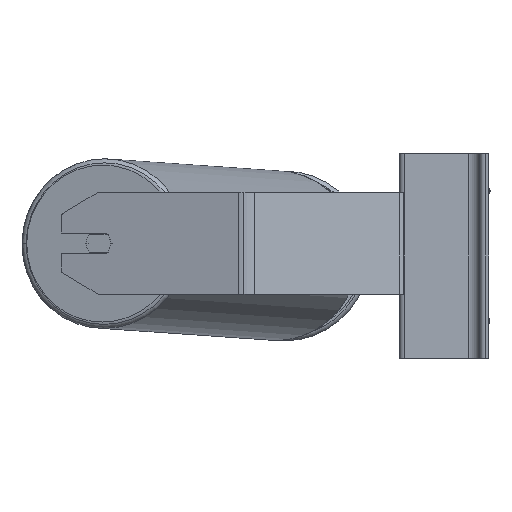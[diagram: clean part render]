
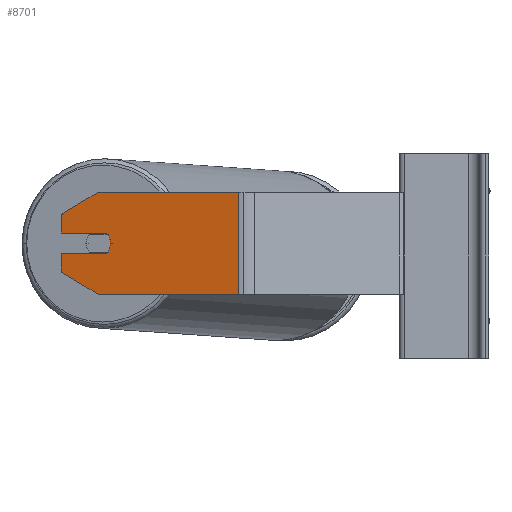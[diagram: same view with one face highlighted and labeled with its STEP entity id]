
A CAD part, left-side view. The second image highlights one B-rep face of the part: STEP entity #8701.
In plain terms, the highlighted planar face has unit normal (-0.966, 0.259, 0).
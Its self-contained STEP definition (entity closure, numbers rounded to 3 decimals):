
#80 = CARTESIAN_POINT ( 'NONE',  ( -818.685, 275.739, 18. ) ) ;
#344 = EDGE_CURVE ( 'NONE', #1127, #4070, #3860, .T. ) ;
#474 = ORIENTED_EDGE ( 'NONE', *, *, #8057, .F. ) ;
#528 = DIRECTION ( 'NONE',  ( 0., 0., -1. ) ) ;
#671 = CARTESIAN_POINT ( 'NONE',  ( -818.685, 275.739, -30. ) ) ;
#710 = EDGE_CURVE ( 'NONE', #9250, #2825, #5622, .T. ) ;
#752 = DIRECTION ( 'NONE',  ( -0.259, -0.966, 0. ) ) ;
#753 = LINE ( 'NONE', #2443, #10161 ) ;
#784 = VECTOR ( 'NONE', #5563, 1000. ) ;
#858 = DIRECTION ( 'NONE',  ( -0.259, -0.966, 0. ) ) ;
#863 = CARTESIAN_POINT ( 'NONE',  ( -818.685, 275.739, 18. ) ) ;
#908 = LINE ( 'NONE', #2324, #5356 ) ;
#914 = ORIENTED_EDGE ( 'NONE', *, *, #8617, .F. ) ;
#1002 = ORIENTED_EDGE ( 'NONE', *, *, #710, .T. ) ;
#1110 = VERTEX_POINT ( 'NONE', #8162 ) ;
#1127 = VERTEX_POINT ( 'NONE', #10153 ) ;
#1450 = LINE ( 'NONE', #4731, #8289 ) ;
#1860 = PLANE ( 'NONE',  #9841 ) ;
#2001 = CARTESIAN_POINT ( 'NONE',  ( -828.002, 240.966, 18. ) ) ;
#2095 = CARTESIAN_POINT ( 'NONE',  ( -818.685, 275.739, 32.679 ) ) ;
#2111 = EDGE_CURVE ( 'NONE', #5537, #2368, #10288, .T. ) ;
#2144 = CARTESIAN_POINT ( 'NONE',  ( -818.685, 275.739, -12.679 ) ) ;
#2234 = EDGE_CURVE ( 'NONE', #1110, #7966, #5073, .T. ) ;
#2286 = ORIENTED_EDGE ( 'NONE', *, *, #9351, .F. ) ;
#2300 = CARTESIAN_POINT ( 'NONE',  ( -855.903, 136.84, 50. ) ) ;
#2324 = CARTESIAN_POINT ( 'NONE',  ( -818.685, 275.739, 50. ) ) ;
#2368 = VERTEX_POINT ( 'NONE', #2095 ) ;
#2443 = CARTESIAN_POINT ( 'NONE',  ( -818.685, 275.739, 2. ) ) ;
#2479 = EDGE_CURVE ( 'NONE', #4942, #2825, #9665, .T. ) ;
#2642 = VECTOR ( 'NONE', #4848, 1000. ) ;
#2822 = DIRECTION ( 'NONE',  ( 0.224, 0.837, -0.5 ) ) ;
#2825 = VERTEX_POINT ( 'NONE', #8833 ) ;
#2907 = DIRECTION ( 'NONE',  ( -0.966, 0.259, 0. ) ) ;
#3070 = DIRECTION ( 'NONE',  ( -0.259, -0.966, 0. ) ) ;
#3113 = ORIENTED_EDGE ( 'NONE', *, *, #2111, .T. ) ;
#3121 = DIRECTION ( 'NONE',  ( 0.966, -0.259, 0. ) ) ;
#3225 = DIRECTION ( 'NONE',  ( -0.259, -0.966, 0. ) ) ;
#3781 = VECTOR ( 'NONE', #6219, 1000. ) ;
#3786 = VERTEX_POINT ( 'NONE', #80 ) ;
#3837 = CARTESIAN_POINT ( 'NONE',  ( -826.449, 246.762, -30. ) ) ;
#3860 = LINE ( 'NONE', #10463, #5918 ) ;
#3876 = ORIENTED_EDGE ( 'NONE', *, *, #9640, .T. ) ;
#4070 = VERTEX_POINT ( 'NONE', #2144 ) ;
#4468 = EDGE_LOOP ( 'NONE', ( #10143, #8312, #1002, #10344, #8409, #3113, #3876, #2286, #914, #4512, #474 ) ) ;
#4512 = ORIENTED_EDGE ( 'NONE', *, *, #2234, .F. ) ;
#4643 = CARTESIAN_POINT ( 'NONE',  ( -826.449, 246.762, 10. ) ) ;
#4731 = CARTESIAN_POINT ( 'NONE',  ( -818.685, 275.739, 50. ) ) ;
#4736 = AXIS2_PLACEMENT_3D ( 'NONE', #4643, #8124, #752 ) ;
#4781 = FACE_OUTER_BOUND ( 'NONE', #4468, .T. ) ;
#4848 = DIRECTION ( 'NONE',  ( 0.259, 0.966, 0. ) ) ;
#4908 = DIRECTION ( 'NONE',  ( -0.259, -0.966, 0. ) ) ;
#4942 = VERTEX_POINT ( 'NONE', #10314 ) ;
#4960 = CARTESIAN_POINT ( 'NONE',  ( -829.037, 237.102, 10. ) ) ;
#5073 = CIRCLE ( 'NONE', #4736, 10. ) ;
#5356 = VECTOR ( 'NONE', #858, 1000. ) ;
#5537 = VERTEX_POINT ( 'NONE', #6784 ) ;
#5563 = DIRECTION ( 'NONE',  ( 0., 0., -1. ) ) ;
#5622 = LINE ( 'NONE', #671, #10058 ) ;
#5918 = VECTOR ( 'NONE', #7057, 1000. ) ;
#6215 = CARTESIAN_POINT ( 'NONE',  ( -826.449, 246.762, 10. ) ) ;
#6219 = DIRECTION ( 'NONE',  ( -0.224, -0.837, -0.5 ) ) ;
#6421 = CARTESIAN_POINT ( 'NONE',  ( -818.685, 275.739, 50. ) ) ;
#6784 = CARTESIAN_POINT ( 'NONE',  ( -826.449, 246.762, 50. ) ) ;
#7043 = CARTESIAN_POINT ( 'NONE',  ( -818.685, 275.739, 32.679 ) ) ;
#7057 = DIRECTION ( 'NONE',  ( 0., 0., -1. ) ) ;
#7458 = EDGE_CURVE ( 'NONE', #4070, #9250, #7846, .T. ) ;
#7846 = LINE ( 'NONE', #10375, #3781 ) ;
#7966 = VERTEX_POINT ( 'NONE', #4960 ) ;
#8057 = EDGE_CURVE ( 'NONE', #1127, #1110, #753, .T. ) ;
#8124 = DIRECTION ( 'NONE',  ( -0.966, 0.259, 0. ) ) ;
#8162 = CARTESIAN_POINT ( 'NONE',  ( -828.002, 240.966, 2. ) ) ;
#8184 = VERTEX_POINT ( 'NONE', #2001 ) ;
#8289 = VECTOR ( 'NONE', #528, 1000. ) ;
#8312 = ORIENTED_EDGE ( 'NONE', *, *, #7458, .T. ) ;
#8387 = EDGE_CURVE ( 'NONE', #5537, #4942, #908, .T. ) ;
#8409 = ORIENTED_EDGE ( 'NONE', *, *, #8387, .F. ) ;
#8617 = EDGE_CURVE ( 'NONE', #7966, #8184, #8626, .T. ) ;
#8626 = CIRCLE ( 'NONE', #10347, 10. ) ;
#8701 = ADVANCED_FACE ( 'NONE', ( #4781 ), #1860, .F. ) ;
#8833 = CARTESIAN_POINT ( 'NONE',  ( -855.903, 136.84, -30. ) ) ;
#9017 = DIRECTION ( 'NONE',  ( 0.259, 0.966, 0. ) ) ;
#9250 = VERTEX_POINT ( 'NONE', #3837 ) ;
#9351 = EDGE_CURVE ( 'NONE', #8184, #3786, #9739, .T. ) ;
#9640 = EDGE_CURVE ( 'NONE', #2368, #3786, #1450, .T. ) ;
#9665 = LINE ( 'NONE', #2300, #784 ) ;
#9739 = LINE ( 'NONE', #863, #2642 ) ;
#9841 = AXIS2_PLACEMENT_3D ( 'NONE', #6421, #3121, #9017 ) ;
#10058 = VECTOR ( 'NONE', #3225, 1000. ) ;
#10143 = ORIENTED_EDGE ( 'NONE', *, *, #344, .T. ) ;
#10153 = CARTESIAN_POINT ( 'NONE',  ( -818.685, 275.739, 2. ) ) ;
#10161 = VECTOR ( 'NONE', #4908, 1000. ) ;
#10288 = LINE ( 'NONE', #7043, #10573 ) ;
#10314 = CARTESIAN_POINT ( 'NONE',  ( -855.903, 136.84, 50. ) ) ;
#10344 = ORIENTED_EDGE ( 'NONE', *, *, #2479, .F. ) ;
#10347 = AXIS2_PLACEMENT_3D ( 'NONE', #6215, #2907, #3070 ) ;
#10375 = CARTESIAN_POINT ( 'NONE',  ( -826.449, 246.762, -30. ) ) ;
#10463 = CARTESIAN_POINT ( 'NONE',  ( -818.685, 275.739, 50. ) ) ;
#10573 = VECTOR ( 'NONE', #2822, 1000. ) ;
